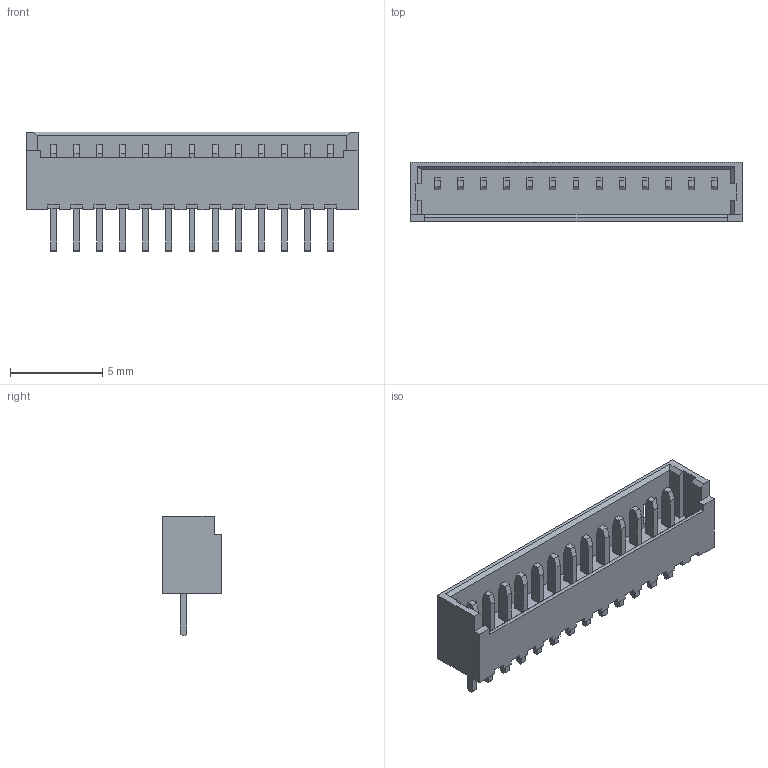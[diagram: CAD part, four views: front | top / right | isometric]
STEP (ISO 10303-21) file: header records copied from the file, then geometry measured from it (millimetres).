
FILE_DESCRIPTION (( 'STEP AP214' ), '1' );
FILE_NAME ('CONN-TH_13P-P1.25_530471310.step', '2022-08-02T13:42:45', ( '' ), ( '' ), 'SwSTEP 2.0', 'SolidWorks 2020', '' );
FILE_SCHEMA (( 'AUTOMOTIVE_DESIGN' ));
Length unit declared in the file: millimetre
Products named in the file (1): CONN-TH_13P-P1.25_530471310
Bounding box: 18 x 3.2 x 6.5 mm (x, y, z)
Volume: 112.4 mm3; surface area: 470.3 mm2
Topology: 14 solids, 14 shells, 617 faces, 1664 edges, 1108 vertices
Faces by surface type: plane 503, bspline 114
Entity records: 25208 total; most frequent: CARTESIAN_POINT 5752, ORIENTED_EDGE 3328, DIRECTION 2440, EDGE_CURVE 1664, VECTOR 1432, LINE 1432, VERTEX_POINT 1108, EDGE_LOOP 666
